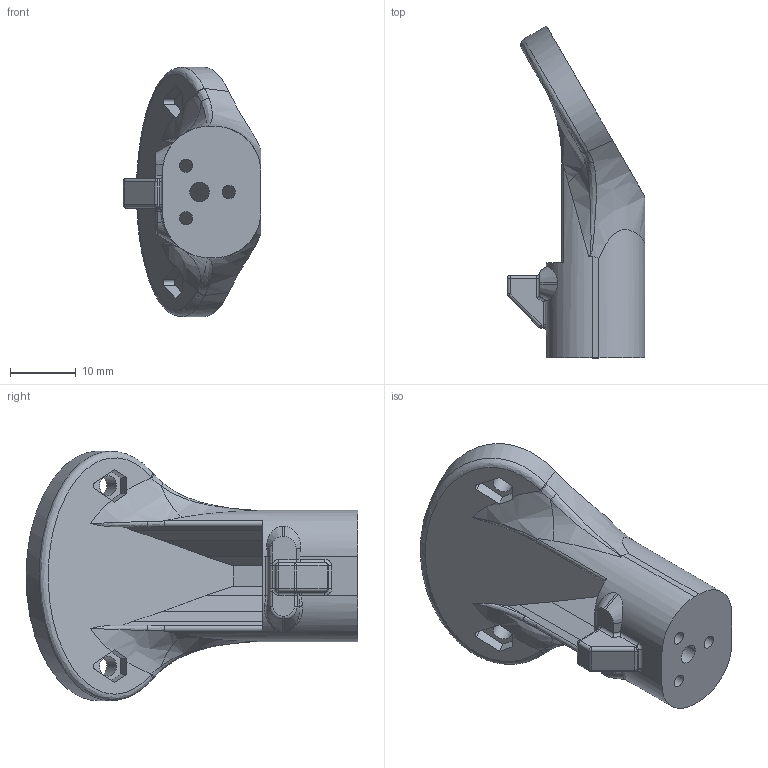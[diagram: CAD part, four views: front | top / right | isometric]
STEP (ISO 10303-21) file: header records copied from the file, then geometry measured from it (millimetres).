
FILE_DESCRIPTION(/* description */ (''),/* implementation_level */ '2;1');
FILE_NAME(/* name */ 'Puck Multi Angle Stand.stp',/* time_stamp */ '2017-04-07T00:23:46-07:00',/* author */ (''),/* organization */ (''),/* preprocessor_version */ 'ST-DEVELOPER v16.5',/* originating_system */ 'Autodesk Translation Framework v5.2.0.2920',/* authorisation */ '');
FILE_SCHEMA (('AUTOMOTIVE_DESIGN { 1 0 10303 214 3 1 1 }'));
Length unit declared in the file: millimetre
Products named in the file (1): Puck Multi Angle Stand
Bounding box: 21 x 50.57 x 37.99 mm (x, y, z)
Volume: 9548.3 mm3; surface area: 4679.5 mm2
Topology: 1 solids, 1 shells, 168 faces, 418 edges, 254 vertices
Faces by surface type: plane 68, cylinder 56, bspline 26, sphere 7, torus 7, cone 4
Full cylindrical faces by diameter (mm): 2 x3, 3 x3
Entity records: 5847 total; most frequent: CARTESIAN_POINT 1896, ORIENTED_EDGE 820, DIRECTION 800, EDGE_CURVE 410, AXIS2_PLACEMENT_3D 291, VERTEX_POINT 254, LINE 218, VECTOR 218
